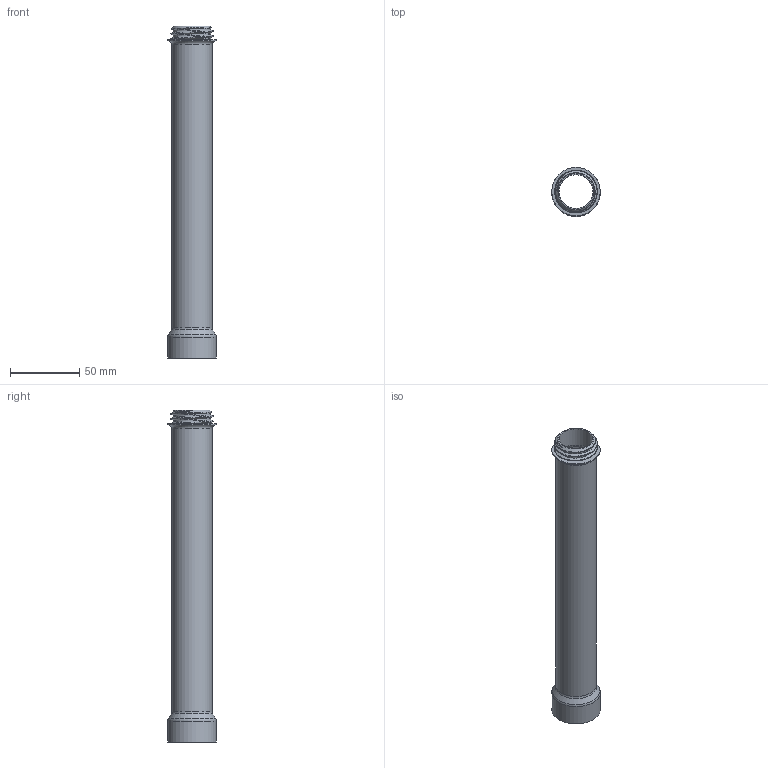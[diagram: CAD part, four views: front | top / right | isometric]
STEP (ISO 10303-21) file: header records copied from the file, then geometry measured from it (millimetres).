
FILE_DESCRIPTION(('FreeCAD Model'),'2;1');
FILE_NAME('Open CASCADE Shape Model','2024-01-26T17:34:54',('Author'),( ''),'Open CASCADE STEP processor 7.6','Ondsel','Unknown');
FILE_SCHEMA(('AUTOMOTIVE_DESIGN { 1 0 10303 214 1 1 1 1 }'));
Length unit declared in the file: millimetre
Products named in the file (2): T230-B-1; Part
Assembly tree (1 placements, depth 2):
  T230-B-1
    Part
Bounding box: 35.23 x 35.23 x 240 mm (x, y, z)
Volume: 30753.8 mm3; surface area: 44313.7 mm2
Topology: 1 solids, 1 shells, 40 faces, 103 edges, 65 vertices
Faces by surface type: cylinder 18, bspline 6, torus 6, cone 4, plane 4, offset 1, sphere 1
Full cylindrical faces by diameter (mm): 24.376 x1, 26.54 x1, 27.374 x2, 28.037 x3, 29.04 x1, 31.75 x3, 35.04 x1, 35.23 x1
Entity records: 22191 total; most frequent: CARTESIAN_POINT 21252, ORIENTED_EDGE 204, DIRECTION 166, EDGE_CURVE 102, AXIS2_PLACEMENT_3D 73, VERTEX_POINT 65, B_SPLINE_CURVE_WITH_KNOTS 44, FACE_BOUND 43
